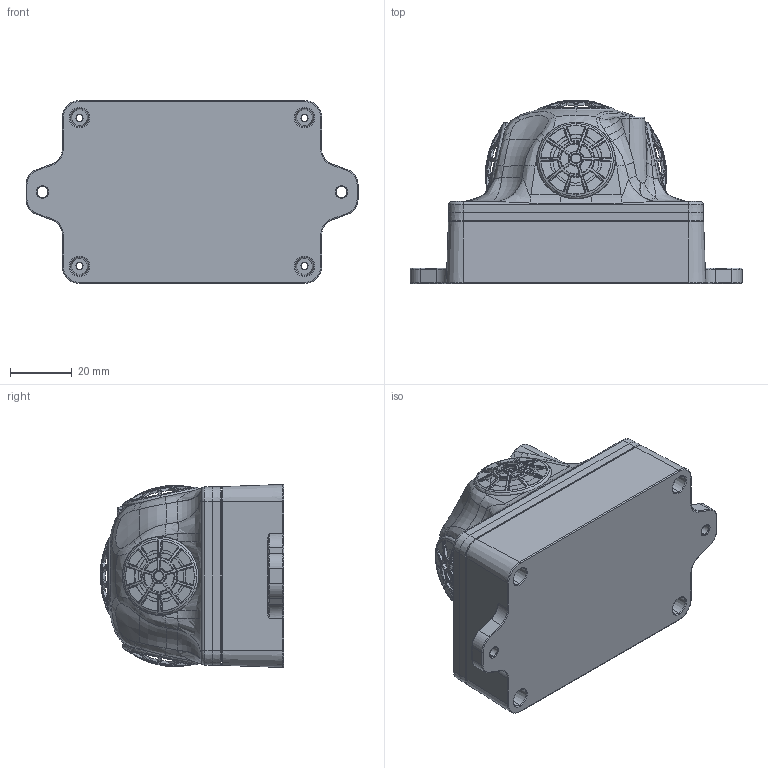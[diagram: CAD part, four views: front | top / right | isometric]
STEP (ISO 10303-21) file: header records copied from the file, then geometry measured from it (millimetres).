
FILE_DESCRIPTION (( 'STEP AP203' ), '1' );
FILE_NAME ('Beacon Industrial-TX_body.STEP', '2019-05-22T16:29:14', ( '' ), ( '' ), 'SwSTEP 2.0', 'SolidWorks 2017', '' );
FILE_SCHEMA (( 'CONFIG_CONTROL_DESIGN' ));
Length unit declared in the file: millimetre
Products named in the file (1): Beacon Industrial-TX_body
Bounding box: 107.7 x 59.49 x 59.38 mm (x, y, z)
Volume: 193727.1 mm3; surface area: 29457 mm2
Topology: 1 solids, 1 shells, 2010 faces, 5177 edges, 3106 vertices
Faces by surface type: bspline 627, torus 483, plane 354, cone 296, cylinder 230, sphere 20
Entity records: 78097 total; most frequent: CARTESIAN_POINT 32663, ORIENTED_EDGE 10346, DIRECTION 8999, EDGE_CURVE 5173, AXIS2_PLACEMENT_3D 4086, VERTEX_POINT 3106, CIRCLE 2702, EDGE_LOOP 2133
